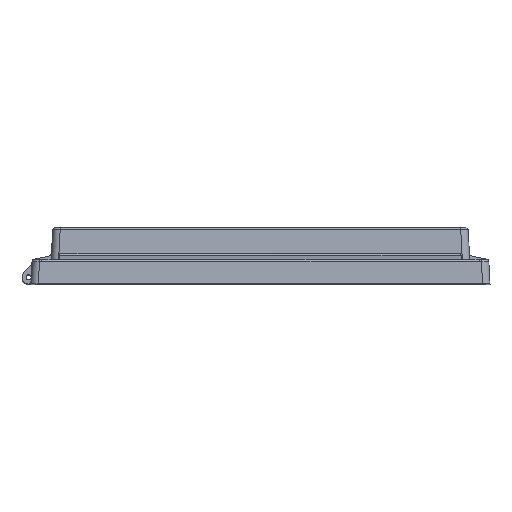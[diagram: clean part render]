
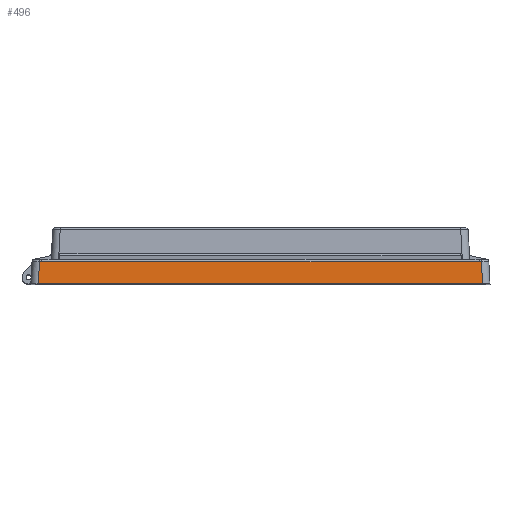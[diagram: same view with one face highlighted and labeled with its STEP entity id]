
A CAD part, top view. The second image highlights one B-rep face of the part: STEP entity #496.
In plain terms, the highlighted planar face has unit normal (0, 0.052, 0.999).
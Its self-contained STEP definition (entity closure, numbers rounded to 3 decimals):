
#19 = VERTEX_POINT ( 'NONE', #9989 ) ;
#33 = EDGE_CURVE ( 'NONE', #19, #41, #10148, .T. ) ;
#41 = VERTEX_POINT ( 'NONE', #10175 ) ;
#436 = VERTEX_POINT ( 'NONE', #10303 ) ;
#438 = EDGE_CURVE ( 'NONE', #436, #439, #10302, .T. ) ;
#439 = VERTEX_POINT ( 'NONE', #10293 ) ;
#479 = EDGE_CURVE ( 'NONE', #41, #1120, #10389, .T. ) ;
#480 = ORIENTED_EDGE ( 'NONE', *, *, #1048, .T. ) ;
#481 = ORIENTED_EDGE ( 'NONE', *, *, #482, .T. ) ;
#482 = EDGE_CURVE ( 'NONE', #1035, #439, #10385, .T. ) ;
#483 = ORIENTED_EDGE ( 'NONE', *, *, #438, .F. ) ;
#496 = ADVANCED_FACE ( 'NONE', ( #10418 ), #10416, .T. ) ;
#497 = EDGE_LOOP ( 'NONE', ( #498, #500, #501, #480, #481, #483 ) ) ;
#498 = ORIENTED_EDGE ( 'NONE', *, *, #499, .T. ) ;
#499 = EDGE_CURVE ( 'NONE', #436, #19, #10417, .T. ) ;
#500 = ORIENTED_EDGE ( 'NONE', *, *, #33, .T. ) ;
#501 = ORIENTED_EDGE ( 'NONE', *, *, #479, .T. ) ;
#1035 = VERTEX_POINT ( 'NONE', #11550 ) ;
#1048 = EDGE_CURVE ( 'NONE', #1120, #1035, #11632, .T. ) ;
#1120 = VERTEX_POINT ( 'NONE', #4333 ) ;
#1311 = CARTESIAN_POINT ( 'NONE',  ( -163.065, 8.44, 195.808 ) ) ;
#4333 = CARTESIAN_POINT ( 'NONE',  ( -161.465, 8.467, 195.806 ) ) ;
#9989 = CARTESIAN_POINT ( 'NONE',  ( 163.065, 8.44, 195.808 ) ) ;
#10144 = CARTESIAN_POINT ( 'NONE',  ( 161.465, 8.467, 195.806 ) ) ;
#10145 = CARTESIAN_POINT ( 'NONE',  ( 161.996, 8.467, 195.806 ) ) ;
#10146 = CARTESIAN_POINT ( 'NONE',  ( 162.53, 8.458, 195.807 ) ) ;
#10147 = CARTESIAN_POINT ( 'NONE',  ( 163.065, 8.44, 195.808 ) ) ;
#10148 =( BOUNDED_CURVE ( )  B_SPLINE_CURVE ( 3, ( #10147, #10146, #10145, #10144 ),
 .UNSPECIFIED., .F., .T. ) 
 B_SPLINE_CURVE_WITH_KNOTS ( ( 4, 4 ),
 ( 1.89, 1.937 ),
 .UNSPECIFIED. ) 
 CURVE ( )  GEOMETRIC_REPRESENTATION_ITEM ( )  RATIONAL_B_SPLINE_CURVE ( ( 1., 1., 1., 1. ) ) 
 REPRESENTATION_ITEM ( '' )  );
#10175 = CARTESIAN_POINT ( 'NONE',  ( 161.465, 8.467, 195.806 ) ) ;
#10293 = CARTESIAN_POINT ( 'NONE',  ( -163.927, -8., 196.669 ) ) ;
#10294 = DIRECTION ( 'NONE',  ( -1., 0., 0. ) ) ;
#10295 = VECTOR ( 'NONE', #10294, 1000. ) ;
#10296 = CARTESIAN_POINT ( 'NONE',  ( 169., -8., 196.669 ) ) ;
#10302 = LINE ( 'NONE', #10296, #10295 ) ;
#10303 = CARTESIAN_POINT ( 'NONE',  ( 163.927, -8., 196.669 ) ) ;
#10382 = DIRECTION ( 'NONE',  ( -0.052, -0.997, 0.052 ) ) ;
#10383 = VECTOR ( 'NONE', #10382, 1000. ) ;
#10384 = CARTESIAN_POINT ( 'NONE',  ( -162.599, 17.331, 195.342 ) ) ;
#10385 = LINE ( 'NONE', #10384, #10383 ) ;
#10386 = DIRECTION ( 'NONE',  ( -1., 0., 0. ) ) ;
#10387 = VECTOR ( 'NONE', #10386, 1000. ) ;
#10388 = CARTESIAN_POINT ( 'NONE',  ( -162.966, 8.467, 195.806 ) ) ;
#10389 = LINE ( 'NONE', #10388, #10387 ) ;
#10409 = DIRECTION ( 'NONE',  ( -0.052, 0.997, -0.052 ) ) ;
#10410 = VECTOR ( 'NONE', #10409, 1000. ) ;
#10411 = CARTESIAN_POINT ( 'NONE',  ( 163.523, -0.286, 196.265 ) ) ;
#10412 = DIRECTION ( 'NONE',  ( 0., -0.999, 0.052 ) ) ;
#10413 = DIRECTION ( 'NONE',  ( 0., 0.052, 0.999 ) ) ;
#10414 = CARTESIAN_POINT ( 'NONE',  ( 169., 0., 196.25 ) ) ;
#10415 = AXIS2_PLACEMENT_3D ( 'NONE', #10414, #10413, #10412 ) ;
#10416 = PLANE ( 'NONE',  #10415 ) ;
#10417 = LINE ( 'NONE', #10411, #10410 ) ;
#10418 = FACE_OUTER_BOUND ( 'NONE', #497, .T. ) ;
#11183 = CARTESIAN_POINT ( 'NONE',  ( -161.996, 8.467, 195.806 ) ) ;
#11423 = CARTESIAN_POINT ( 'NONE',  ( -162.53, 8.458, 195.807 ) ) ;
#11550 = CARTESIAN_POINT ( 'NONE',  ( -163.065, 8.44, 195.808 ) ) ;
#11630 = CARTESIAN_POINT ( 'NONE',  ( -161.465, 8.467, 195.806 ) ) ;
#11632 =( BOUNDED_CURVE ( )  B_SPLINE_CURVE ( 3, ( #11630, #11183, #11423, #1311 ),
 .UNSPECIFIED., .F., .T. ) 
 B_SPLINE_CURVE_WITH_KNOTS ( ( 4, 4 ),
 ( 4.346, 4.393 ),
 .UNSPECIFIED. ) 
 CURVE ( )  GEOMETRIC_REPRESENTATION_ITEM ( )  RATIONAL_B_SPLINE_CURVE ( ( 1., 1., 1., 1. ) ) 
 REPRESENTATION_ITEM ( '' )  );
